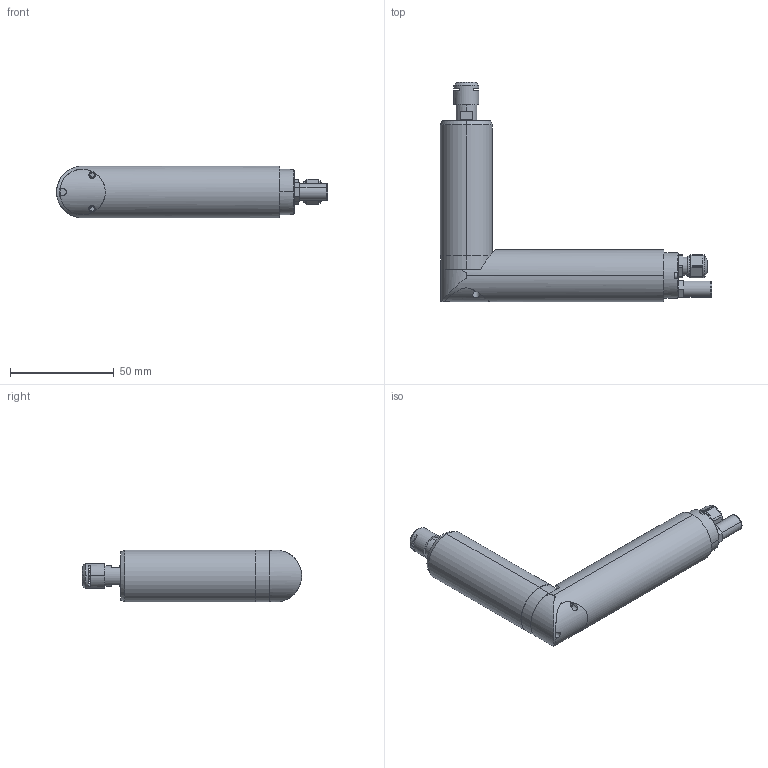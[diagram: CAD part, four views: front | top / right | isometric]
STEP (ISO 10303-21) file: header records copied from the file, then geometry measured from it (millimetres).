
FILE_DESCRIPTION (( 'STEP AP203' ), '1' );
FILE_NAME ('025S100S-03-.STEP', '2012-04-24T11:12:26', ( 'FM10CAD1' ), ( 'IBAG Switzerland AG' ), 'SwSTEP 2.0', 'SolidWorks 2010', '' );
FILE_SCHEMA (( 'CONFIG_CONTROL_DESIGN' ));
Length unit declared in the file: millimetre
Products named in the file (1): 025S100S-03-
Bounding box: 130.5 x 105.48 x 25 mm (x, y, z)
Surface area: 20411.7 mm2 (no closed solid volume)
Topology: 0 solids, 20 shells, 212 faces, 701 edges, 495 vertices
Faces by surface type: plane 98, cylinder 74, cone 22, torus 18
Entity records: 8308 total; most frequent: CARTESIAN_POINT 2026, DIRECTION 1391, ORIENTED_EDGE 1105, EDGE_CURVE 697, AXIS2_PLACEMENT_3D 528, VERTEX_POINT 495, LINE 335, VECTOR 335
